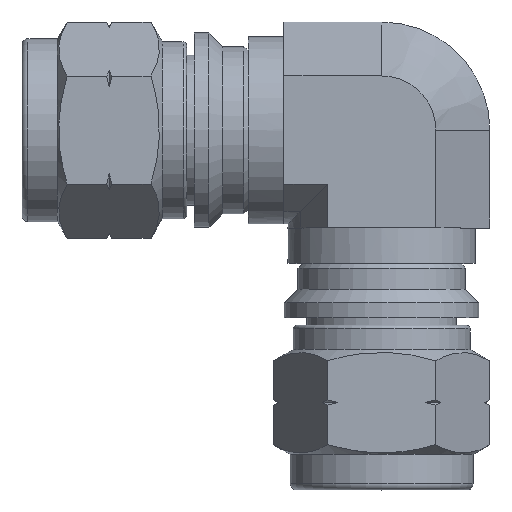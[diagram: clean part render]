
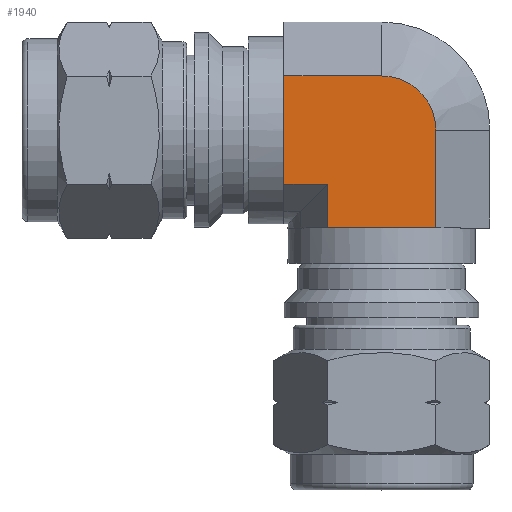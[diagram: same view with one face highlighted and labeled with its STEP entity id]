
A CAD part, top view. The second image highlights one B-rep face of the part: STEP entity #1940.
In plain terms, the highlighted planar face has unit normal (0, 0, 1).
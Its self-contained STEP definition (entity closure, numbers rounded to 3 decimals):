
#148=CIRCLE('',#2180,4.59);
#310=FACE_OUTER_BOUND('',#446,.T.);
#446=EDGE_LOOP('',(#1722,#1723,#1724,#1725,#1726,#1727,#1728,#1729,#1730,
#1731,#1732));
#511=LINE('',#3303,#623);
#522=LINE('',#3351,#634);
#525=LINE('',#3356,#637);
#529=LINE('',#3369,#641);
#535=LINE('',#3404,#647);
#538=LINE('',#3409,#650);
#546=LINE('',#3427,#658);
#548=LINE('',#3432,#660);
#557=LINE('',#3448,#669);
#558=LINE('',#3452,#670);
#623=VECTOR('',#2559,10.);
#634=VECTOR('',#2614,10.);
#637=VECTOR('',#2619,10.);
#641=VECTOR('',#2631,10.);
#647=VECTOR('',#2673,10.);
#650=VECTOR('',#2678,10.);
#658=VECTOR('',#2696,10.);
#660=VECTOR('',#2700,10.);
#669=VECTOR('',#2719,10.);
#670=VECTOR('',#2724,10.);
#873=VERTEX_POINT('',#3301);
#874=VERTEX_POINT('',#3302);
#889=VERTEX_POINT('',#3350);
#890=VERTEX_POINT('',#3354);
#894=VERTEX_POINT('',#3367);
#895=VERTEX_POINT('',#3368);
#906=VERTEX_POINT('',#3403);
#907=VERTEX_POINT('',#3407);
#912=VERTEX_POINT('',#3425);
#914=VERTEX_POINT('',#3430);
#917=VERTEX_POINT('',#3450);
#1119=EDGE_CURVE('',#873,#874,#511,.T.);
#1143=EDGE_CURVE('',#874,#889,#522,.T.);
#1146=EDGE_CURVE('',#890,#873,#525,.T.);
#1151=EDGE_CURVE('',#894,#895,#529,.T.);
#1169=EDGE_CURVE('',#895,#906,#535,.T.);
#1172=EDGE_CURVE('',#907,#894,#538,.T.);
#1181=EDGE_CURVE('',#912,#889,#546,.T.);
#1183=EDGE_CURVE('',#914,#890,#548,.T.);
#1192=EDGE_CURVE('',#912,#907,#557,.T.);
#1193=EDGE_CURVE('',#917,#914,#148,.T.);
#1194=EDGE_CURVE('',#917,#906,#558,.T.);
#1722=ORIENTED_EDGE('',*,*,#1181,.T.);
#1723=ORIENTED_EDGE('',*,*,#1143,.F.);
#1724=ORIENTED_EDGE('',*,*,#1119,.F.);
#1725=ORIENTED_EDGE('',*,*,#1146,.F.);
#1726=ORIENTED_EDGE('',*,*,#1183,.F.);
#1727=ORIENTED_EDGE('',*,*,#1193,.F.);
#1728=ORIENTED_EDGE('',*,*,#1194,.T.);
#1729=ORIENTED_EDGE('',*,*,#1169,.F.);
#1730=ORIENTED_EDGE('',*,*,#1151,.F.);
#1731=ORIENTED_EDGE('',*,*,#1172,.F.);
#1732=ORIENTED_EDGE('',*,*,#1192,.F.);
#1818=PLANE('',#2179);
#1940=ADVANCED_FACE('',(#310),#1818,.T.);
#2179=AXIS2_PLACEMENT_3D('',#3449,#2720,#2721);
#2180=AXIS2_PLACEMENT_3D('',#3451,#2722,#2723);
#2559=DIRECTION('',(-1.,0.,0.));
#2614=DIRECTION('',(-1.,0.,0.));
#2619=DIRECTION('',(-1.,0.,0.));
#2631=DIRECTION('',(0.,1.,0.));
#2673=DIRECTION('',(0.,1.,0.));
#2678=DIRECTION('',(0.,1.,0.));
#2696=DIRECTION('',(0.,-1.,0.));
#2700=DIRECTION('',(0.,-1.,0.));
#2719=DIRECTION('',(-1.,0.,0.));
#2720=DIRECTION('center_axis',(0.,0.,1.));
#2721=DIRECTION('ref_axis',(0.,1.,0.));
#2722=DIRECTION('center_axis',(0.,0.,-1.));
#2723=DIRECTION('ref_axis',(0.,1.,0.));
#2724=DIRECTION('',(-1.,0.,0.));
#3301=CARTESIAN_POINT('',(0.069,-8.3,7.95));
#3302=CARTESIAN_POINT('',(-0.069,-8.3,7.95));
#3303=CARTESIAN_POINT('',(4.59,-8.3,7.95));
#3350=CARTESIAN_POINT('',(-4.59,-8.3,7.95));
#3351=CARTESIAN_POINT('',(4.59,-8.3,7.95));
#3354=CARTESIAN_POINT('',(4.59,-8.3,7.95));
#3356=CARTESIAN_POINT('',(4.59,-8.3,7.95));
#3367=CARTESIAN_POINT('',(-8.3,-0.069,7.95));
#3368=CARTESIAN_POINT('',(-8.3,0.069,7.95));
#3369=CARTESIAN_POINT('',(-8.3,-4.59,7.95));
#3403=CARTESIAN_POINT('',(-8.3,4.59,7.95));
#3404=CARTESIAN_POINT('',(-8.3,-4.59,7.95));
#3407=CARTESIAN_POINT('',(-8.3,-4.59,7.95));
#3409=CARTESIAN_POINT('',(-8.3,-4.59,7.95));
#3425=CARTESIAN_POINT('',(-4.59,-4.59,7.95));
#3427=CARTESIAN_POINT('',(-4.59,0.,7.95));
#3430=CARTESIAN_POINT('',(4.59,0.,7.95));
#3432=CARTESIAN_POINT('',(4.59,0.,7.95));
#3448=CARTESIAN_POINT('',(0.,-4.59,7.95));
#3449=CARTESIAN_POINT('Origin',(0.,-4.59,
7.95));
#3450=CARTESIAN_POINT('',(0.,4.59,7.95));
#3451=CARTESIAN_POINT('Origin',(0.,0.,
7.95));
#3452=CARTESIAN_POINT('',(0.,4.59,7.95));
